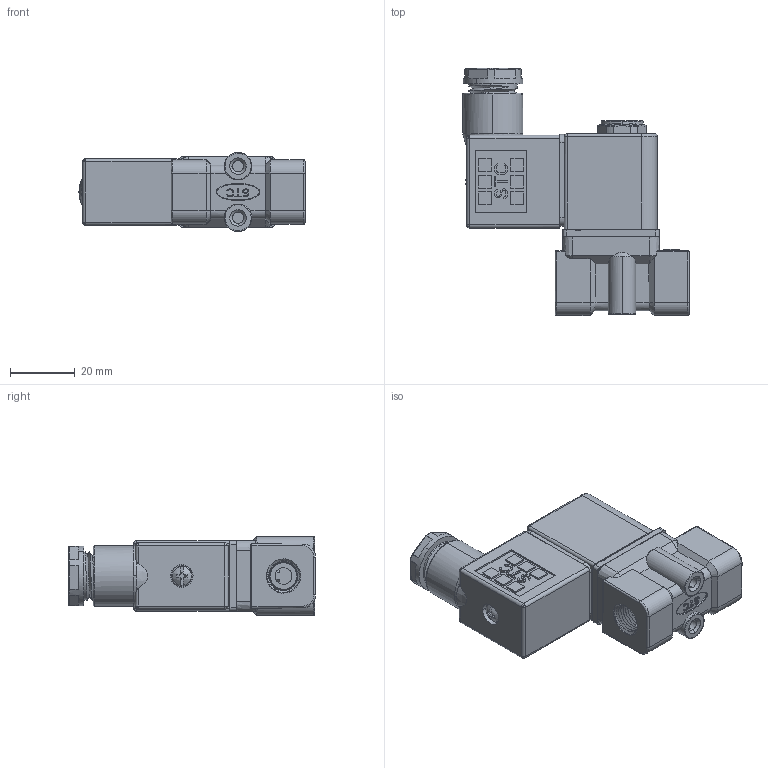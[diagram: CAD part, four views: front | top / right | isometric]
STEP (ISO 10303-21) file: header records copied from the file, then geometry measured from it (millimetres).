
FILE_DESCRIPTION (( 'STEP AP203' ), '1' );
FILE_NAME ('2P025-1-8.STEP', '2017-11-30T17:46:01', ( '' ), ( '' ), 'SwSTEP 2.0', 'SolidWorks 2016', '' );
FILE_SCHEMA (( 'CONFIG_CONTROL_DESIGN' ));
Products named in the file (1): 2P025-1-8
Bounding box: 70.05 x 76.53 x 24.5 mm (x, y, z)
Volume: 49397.6 mm3; surface area: 35178.4 mm2
Topology: 20 solids, 20 shells, 1529 faces, 4399 edges, 2960 vertices
Faces by surface type: plane 714, cylinder 429, bspline 206, cone 176, torus 4
Entity records: 96689 total; most frequent: CARTESIAN_POINT 60109, ORIENTED_EDGE 8770, DIRECTION 5852, EDGE_CURVE 4385, VERTEX_POINT 2960, LINE 2110, VECTOR 2110, AXIS2_PLACEMENT_3D 1871
